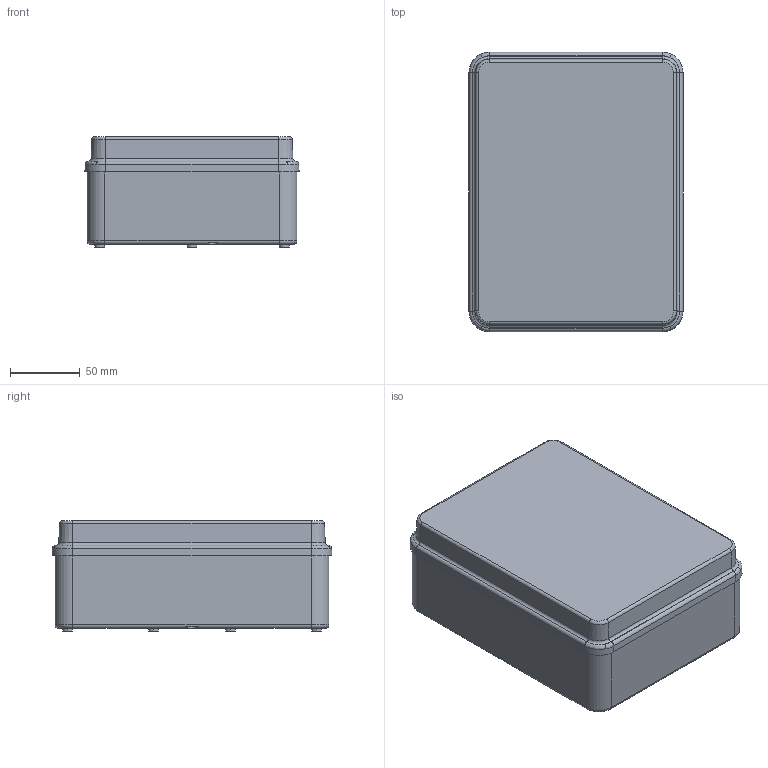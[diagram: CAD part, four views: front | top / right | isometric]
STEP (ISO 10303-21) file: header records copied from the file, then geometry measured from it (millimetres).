
FILE_DESCRIPTION((''),'2;1');
FILE_NAME('GW44207_ASM','2020-07-23T23:24:13',('user'),('Technoprobe spa'),'CREO PARAMETRIC BY PTC INC, 2019471','CREO PARAMETRIC BY PTC INC, 2019471','');
FILE_SCHEMA(('CONFIG_CONTROL_DESIGN'));
Length unit declared in the file: millimetre
Products named in the file (3): 55910269H3X1_TAB_COPERCHIO_190X; 55910699I2X2_TABELLA_FONDO_190_; GW44207_ASM
Assembly tree (2 placements, depth 2):
  GW44207_ASM
    55910269H3X1_TAB_COPERCHIO_190X
    55910699I2X2_TABELLA_FONDO_190_
Bounding box: 153.2 x 200.2 x 79 mm (x, y, z)
Volume: 386169.4 mm3; surface area: 241075.8 mm2
Topology: 2 solids, 2 shells, 606 faces, 1748 edges, 1163 vertices
Faces by surface type: plane 300, cylinder 163, cone 112, torus 19, bspline 8, sphere 4
Entity records: 21644 total; most frequent: CARTESIAN_POINT 5831, ORIENTED_EDGE 3488, DIRECTION 3049, EDGE_CURVE 1744, VERTEX_POINT 1167, VECTOR 1053, LINE 1053, AXIS2_PLACEMENT_3D 998
